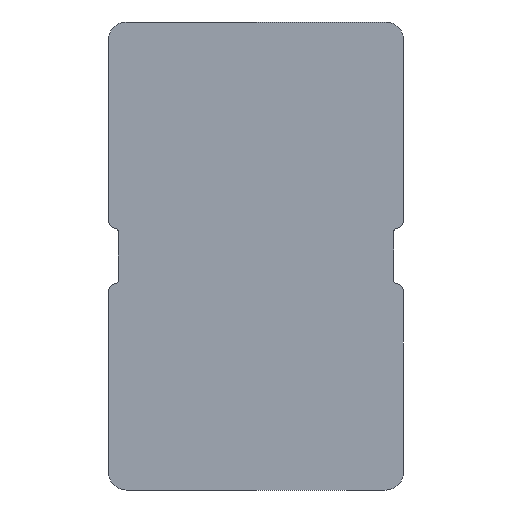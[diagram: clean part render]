
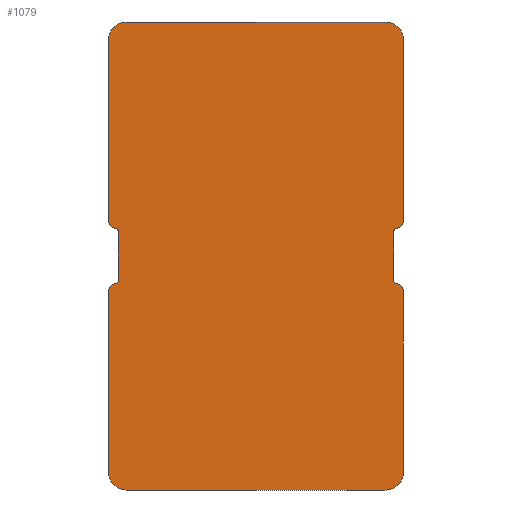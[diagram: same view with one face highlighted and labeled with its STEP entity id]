
A CAD part, front view. The second image highlights one B-rep face of the part: STEP entity #1079.
In plain terms, the highlighted planar face has unit normal (0, -1, 0).
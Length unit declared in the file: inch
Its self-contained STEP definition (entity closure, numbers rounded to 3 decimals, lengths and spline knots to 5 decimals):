
#54=PLANE('',#1217);
#110=FACE_OUTER_BOUND('',#166,.T.);
#166=EDGE_LOOP('',(#950,#951,#952,#953,#954,#955,#956,#957,#958,#959,#960,
#961,#962,#963,#964,#965,#966,#967,#968,#969,#970,#971,#972,#973));
#225=LINE('',#1739,#327);
#229=LINE('',#1751,#331);
#233=LINE('',#1763,#335);
#237=LINE('',#1775,#339);
#241=LINE('',#1787,#343);
#245=LINE('',#1799,#347);
#249=LINE('',#1811,#351);
#253=LINE('',#1823,#355);
#257=LINE('',#1835,#359);
#261=LINE('',#1847,#363);
#265=LINE('',#1859,#367);
#269=LINE('',#1869,#371);
#327=VECTOR('',#1412,0.3937);
#331=VECTOR('',#1424,0.3937);
#335=VECTOR('',#1436,0.3937);
#339=VECTOR('',#1448,0.3937);
#343=VECTOR('',#1460,0.3937);
#347=VECTOR('',#1472,0.3937);
#351=VECTOR('',#1484,0.3937);
#355=VECTOR('',#1496,0.3937);
#359=VECTOR('',#1508,0.3937);
#363=VECTOR('',#1520,0.3937);
#367=VECTOR('',#1532,0.3937);
#371=VECTOR('',#1544,0.3937);
#403=CIRCLE('',#1171,0.025);
#405=CIRCLE('',#1175,0.025);
#407=CIRCLE('',#1179,0.05);
#409=CIRCLE('',#1183,0.125);
#411=CIRCLE('',#1187,0.125);
#413=CIRCLE('',#1191,0.05);
#415=CIRCLE('',#1195,0.025);
#417=CIRCLE('',#1199,0.025);
#419=CIRCLE('',#1203,0.05);
#421=CIRCLE('',#1207,0.125);
#423=CIRCLE('',#1211,0.125);
#425=CIRCLE('',#1215,0.05);
#484=VERTEX_POINT('',#1730);
#485=VERTEX_POINT('',#1732);
#487=VERTEX_POINT('',#1738);
#489=VERTEX_POINT('',#1744);
#491=VERTEX_POINT('',#1750);
#493=VERTEX_POINT('',#1756);
#495=VERTEX_POINT('',#1762);
#497=VERTEX_POINT('',#1768);
#499=VERTEX_POINT('',#1774);
#501=VERTEX_POINT('',#1780);
#503=VERTEX_POINT('',#1786);
#505=VERTEX_POINT('',#1792);
#507=VERTEX_POINT('',#1798);
#509=VERTEX_POINT('',#1804);
#511=VERTEX_POINT('',#1810);
#513=VERTEX_POINT('',#1816);
#515=VERTEX_POINT('',#1822);
#517=VERTEX_POINT('',#1828);
#519=VERTEX_POINT('',#1834);
#521=VERTEX_POINT('',#1840);
#523=VERTEX_POINT('',#1846);
#525=VERTEX_POINT('',#1852);
#527=VERTEX_POINT('',#1858);
#529=VERTEX_POINT('',#1864);
#616=EDGE_CURVE('',#485,#484,#403,.T.);
#619=EDGE_CURVE('',#487,#485,#225,.T.);
#622=EDGE_CURVE('',#489,#487,#405,.T.);
#625=EDGE_CURVE('',#491,#489,#229,.T.);
#628=EDGE_CURVE('',#493,#491,#407,.T.);
#631=EDGE_CURVE('',#495,#493,#233,.T.);
#634=EDGE_CURVE('',#497,#495,#409,.T.);
#637=EDGE_CURVE('',#499,#497,#237,.T.);
#640=EDGE_CURVE('',#501,#499,#411,.T.);
#643=EDGE_CURVE('',#503,#501,#241,.T.);
#646=EDGE_CURVE('',#505,#503,#413,.T.);
#649=EDGE_CURVE('',#507,#505,#245,.T.);
#652=EDGE_CURVE('',#509,#507,#415,.T.);
#655=EDGE_CURVE('',#511,#509,#249,.T.);
#658=EDGE_CURVE('',#513,#511,#417,.T.);
#661=EDGE_CURVE('',#515,#513,#253,.T.);
#664=EDGE_CURVE('',#517,#515,#419,.T.);
#667=EDGE_CURVE('',#519,#517,#257,.T.);
#670=EDGE_CURVE('',#521,#519,#421,.T.);
#673=EDGE_CURVE('',#523,#521,#261,.T.);
#676=EDGE_CURVE('',#525,#523,#423,.T.);
#679=EDGE_CURVE('',#527,#525,#265,.T.);
#682=EDGE_CURVE('',#529,#527,#425,.T.);
#685=EDGE_CURVE('',#484,#529,#269,.T.);
#950=ORIENTED_EDGE('',*,*,#685,.T.);
#951=ORIENTED_EDGE('',*,*,#682,.T.);
#952=ORIENTED_EDGE('',*,*,#679,.T.);
#953=ORIENTED_EDGE('',*,*,#676,.T.);
#954=ORIENTED_EDGE('',*,*,#673,.T.);
#955=ORIENTED_EDGE('',*,*,#670,.T.);
#956=ORIENTED_EDGE('',*,*,#667,.T.);
#957=ORIENTED_EDGE('',*,*,#664,.T.);
#958=ORIENTED_EDGE('',*,*,#661,.T.);
#959=ORIENTED_EDGE('',*,*,#658,.T.);
#960=ORIENTED_EDGE('',*,*,#655,.T.);
#961=ORIENTED_EDGE('',*,*,#652,.T.);
#962=ORIENTED_EDGE('',*,*,#649,.T.);
#963=ORIENTED_EDGE('',*,*,#646,.T.);
#964=ORIENTED_EDGE('',*,*,#643,.T.);
#965=ORIENTED_EDGE('',*,*,#640,.T.);
#966=ORIENTED_EDGE('',*,*,#637,.T.);
#967=ORIENTED_EDGE('',*,*,#634,.T.);
#968=ORIENTED_EDGE('',*,*,#631,.T.);
#969=ORIENTED_EDGE('',*,*,#628,.T.);
#970=ORIENTED_EDGE('',*,*,#625,.T.);
#971=ORIENTED_EDGE('',*,*,#622,.T.);
#972=ORIENTED_EDGE('',*,*,#619,.T.);
#973=ORIENTED_EDGE('',*,*,#616,.T.);
#1079=ADVANCED_FACE('',(#110),#54,.T.);
#1171=AXIS2_PLACEMENT_3D('',#1733,#1406,#1407);
#1175=AXIS2_PLACEMENT_3D('',#1745,#1418,#1419);
#1179=AXIS2_PLACEMENT_3D('',#1757,#1430,#1431);
#1183=AXIS2_PLACEMENT_3D('',#1769,#1442,#1443);
#1187=AXIS2_PLACEMENT_3D('',#1781,#1454,#1455);
#1191=AXIS2_PLACEMENT_3D('',#1793,#1466,#1467);
#1195=AXIS2_PLACEMENT_3D('',#1805,#1478,#1479);
#1199=AXIS2_PLACEMENT_3D('',#1817,#1490,#1491);
#1203=AXIS2_PLACEMENT_3D('',#1829,#1502,#1503);
#1207=AXIS2_PLACEMENT_3D('',#1841,#1514,#1515);
#1211=AXIS2_PLACEMENT_3D('',#1853,#1526,#1527);
#1215=AXIS2_PLACEMENT_3D('',#1865,#1538,#1539);
#1217=AXIS2_PLACEMENT_3D('',#1870,#1545,#1546);
#1406=DIRECTION('center_axis',(0.,1.,0.));
#1407=DIRECTION('ref_axis',(0.,0.,-1.));
#1412=DIRECTION('',(0.,0.,-1.));
#1418=DIRECTION('center_axis',(0.,1.,0.));
#1419=DIRECTION('ref_axis',(1.,0.,0.));
#1424=DIRECTION('',(-1.,0.,0.));
#1430=DIRECTION('center_axis',(0.,-1.,0.));
#1431=DIRECTION('ref_axis',(-1.,0.,0.));
#1436=DIRECTION('',(0.,0.,-1.));
#1442=DIRECTION('center_axis',(0.,-1.,0.));
#1443=DIRECTION('ref_axis',(0.,0.,1.));
#1448=DIRECTION('',(-1.,0.,0.));
#1454=DIRECTION('center_axis',(0.,-1.,0.));
#1455=DIRECTION('ref_axis',(1.,0.,0.));
#1460=DIRECTION('',(0.,0.,1.));
#1466=DIRECTION('center_axis',(0.,-1.,0.));
#1467=DIRECTION('ref_axis',(0.,0.,-1.));
#1472=DIRECTION('',(-1.,0.,0.));
#1478=DIRECTION('center_axis',(0.,1.,0.));
#1479=DIRECTION('ref_axis',(0.,0.,1.));
#1484=DIRECTION('',(0.,0.,1.));
#1490=DIRECTION('center_axis',(0.,1.,0.));
#1491=DIRECTION('ref_axis',(-1.,0.,0.));
#1496=DIRECTION('',(1.,0.,0.));
#1502=DIRECTION('center_axis',(0.,-1.,0.));
#1503=DIRECTION('ref_axis',(1.,0.,0.));
#1508=DIRECTION('',(0.,0.,1.));
#1514=DIRECTION('center_axis',(0.,-1.,0.));
#1515=DIRECTION('ref_axis',(0.,0.,-1.));
#1520=DIRECTION('',(1.,0.,0.));
#1526=DIRECTION('center_axis',(0.,-1.,0.));
#1527=DIRECTION('ref_axis',(-1.,0.,0.));
#1532=DIRECTION('',(0.,0.,-1.));
#1538=DIRECTION('center_axis',(0.,-1.,0.));
#1539=DIRECTION('ref_axis',(0.,0.,1.));
#1544=DIRECTION('',(1.,0.,0.));
#1545=DIRECTION('center_axis',(0.,-1.,0.));
#1546=DIRECTION('ref_axis',(1.,0.,0.));
#1730=CARTESIAN_POINT('',(0.045,-0.125,1.4875));
#1732=CARTESIAN_POINT('',(0.07,-0.125,1.5125));
#1733=CARTESIAN_POINT('Origin',(0.045,-0.125,1.5125));
#1738=CARTESIAN_POINT('',(0.07,-0.125,1.8625));
#1739=CARTESIAN_POINT('',(0.07,-0.125,1.8625));
#1744=CARTESIAN_POINT('',(0.045,-0.125,1.8875));
#1745=CARTESIAN_POINT('Origin',(0.045,-0.125,1.8625));
#1750=CARTESIAN_POINT('',(0.05,-0.125,1.8875));
#1751=CARTESIAN_POINT('',(0.05,-0.125,1.8875));
#1756=CARTESIAN_POINT('',(0.,-0.125,1.9375));
#1757=CARTESIAN_POINT('Origin',(0.05,-0.125,1.9375));
#1762=CARTESIAN_POINT('',(0.,-0.125,3.25));
#1763=CARTESIAN_POINT('',(0.,-0.125,3.25));
#1768=CARTESIAN_POINT('',(0.125,-0.125,3.375));
#1769=CARTESIAN_POINT('Origin',(0.125,-0.125,3.25));
#1774=CARTESIAN_POINT('',(2.,-0.125,3.375));
#1775=CARTESIAN_POINT('',(2.,-0.125,3.375));
#1780=CARTESIAN_POINT('',(2.125,-0.125,3.25));
#1781=CARTESIAN_POINT('Origin',(2.,-0.125,3.25));
#1786=CARTESIAN_POINT('',(2.125,-0.125,1.937));
#1787=CARTESIAN_POINT('',(2.125,-0.125,1.937));
#1792=CARTESIAN_POINT('',(2.075,-0.125,1.887));
#1793=CARTESIAN_POINT('Origin',(2.075,-0.125,1.937));
#1798=CARTESIAN_POINT('',(2.08,-0.125,1.887));
#1799=CARTESIAN_POINT('',(2.08,-0.125,1.887));
#1804=CARTESIAN_POINT('',(2.055,-0.125,1.862));
#1805=CARTESIAN_POINT('Origin',(2.08,-0.125,1.862));
#1810=CARTESIAN_POINT('',(2.055,-0.125,1.512));
#1811=CARTESIAN_POINT('',(2.055,-0.125,1.512));
#1816=CARTESIAN_POINT('',(2.08,-0.125,1.487));
#1817=CARTESIAN_POINT('Origin',(2.08,-0.125,1.512));
#1822=CARTESIAN_POINT('',(2.075,-0.125,1.487));
#1823=CARTESIAN_POINT('',(2.075,-0.125,1.487));
#1828=CARTESIAN_POINT('',(2.125,-0.125,1.437));
#1829=CARTESIAN_POINT('Origin',(2.075,-0.125,1.437));
#1834=CARTESIAN_POINT('',(2.125,-0.125,0.125));
#1835=CARTESIAN_POINT('',(2.125,-0.125,0.125));
#1840=CARTESIAN_POINT('',(2.,-0.125,0.));
#1841=CARTESIAN_POINT('Origin',(2.,-0.125,0.125));
#1846=CARTESIAN_POINT('',(0.125,-0.125,0.));
#1847=CARTESIAN_POINT('',(0.125,-0.125,0.));
#1852=CARTESIAN_POINT('',(0.,-0.125,0.125));
#1853=CARTESIAN_POINT('Origin',(0.125,-0.125,0.125));
#1858=CARTESIAN_POINT('',(0.,-0.125,1.4375));
#1859=CARTESIAN_POINT('',(0.,-0.125,1.4375));
#1864=CARTESIAN_POINT('',(0.05,-0.125,1.4875));
#1865=CARTESIAN_POINT('Origin',(0.05,-0.125,1.4375));
#1869=CARTESIAN_POINT('',(0.045,-0.125,1.4875));
#1870=CARTESIAN_POINT('Origin',(1.0625,-0.125,1.6875));
